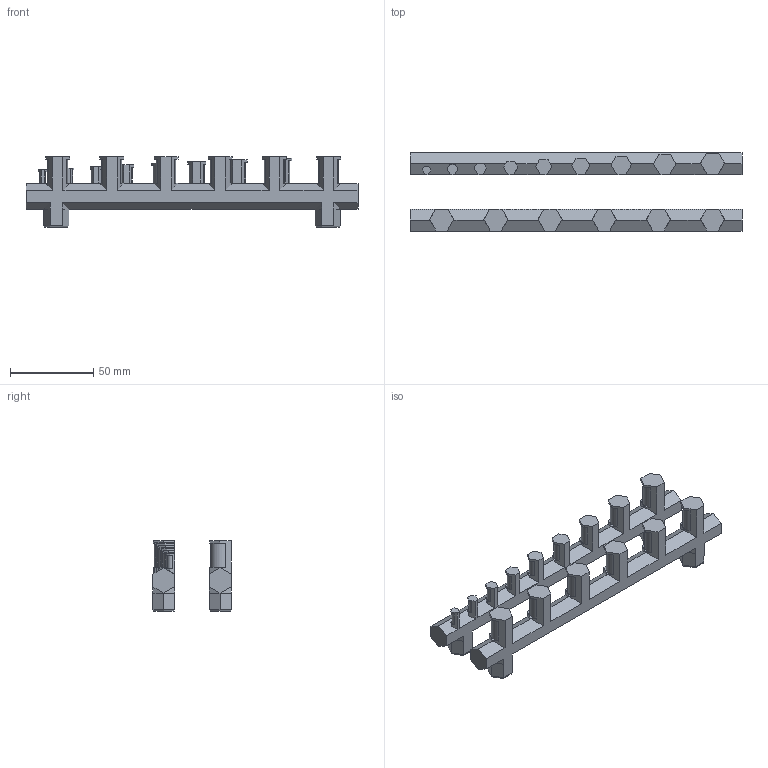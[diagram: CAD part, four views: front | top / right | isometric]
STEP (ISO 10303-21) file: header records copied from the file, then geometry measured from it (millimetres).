
FILE_DESCRIPTION(/* description */ (''),/* implementation_level */ '2;1');
FILE_NAME(/* name */ 'wranch-hoks.step',/* time_stamp */ '2023-05-06T11:22:39+02:00',/* author */ (''),/* organization */ (''),/* preprocessor_version */ 'ST-DEVELOPER v19.2',/* originating_system */ 'Autodesk Translation Framework v12.4.0.73',/* authorisation */ '');
FILE_SCHEMA (('AUTOMOTIVE_DESIGN { 1 0 10303 214 3 1 1 }'));
Length unit declared in the file: millimetre
Products named in the file (1): wranch-hoks
Bounding box: 200 x 47.22 x 42.64 mm (x, y, z)
Volume: 90098.6 mm3; surface area: 29767.6 mm2
Topology: 2 solids, 2 shells, 281 faces, 793 edges, 516 vertices
Faces by surface type: plane 266, cylinder 15
Entity records: 8913 total; most frequent: CARTESIAN_POINT 1591, ORIENTED_EDGE 1586, DIRECTION 1388, EDGE_CURVE 793, LINE 762, VECTOR 762, VERTEX_POINT 516, AXIS2_PLACEMENT_3D 313
